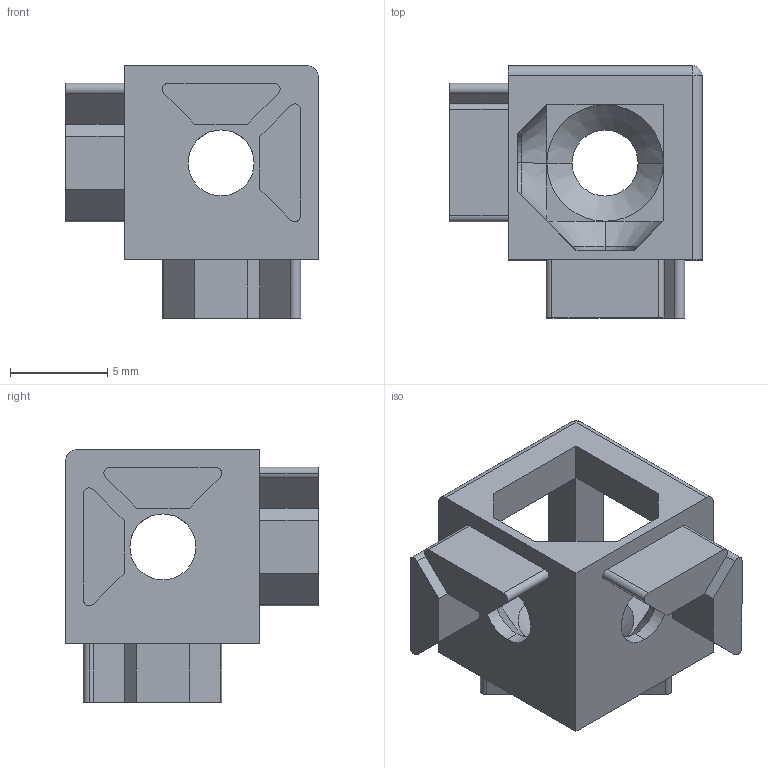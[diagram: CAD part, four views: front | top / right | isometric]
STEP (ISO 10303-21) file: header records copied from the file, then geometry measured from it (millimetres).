
FILE_DESCRIPTION (( 'STEP AP203' ), '1' );
FILE_NAME ('10三边方块.STEP', '2025-04-16T06:43:59', ( '' ), ( '' ), 'SwSTEP 2.0', 'SolidWorks 2022', '' );
FILE_SCHEMA (( 'CONFIG_CONTROL_DESIGN' ));
Length unit declared in the file: millimetre
Products named in the file (1): 10三边方块
Bounding box: 13 x 13 x 13 mm (x, y, z)
Volume: 613.8 mm3; surface area: 972.3 mm2
Topology: 1 solids, 1 shells, 84 faces, 218 edges, 137 vertices
Faces by surface type: plane 53, cylinder 24, cone 6, sphere 1
Entity records: 2633 total; most frequent: CARTESIAN_POINT 451, DIRECTION 442, ORIENTED_EDGE 434, EDGE_CURVE 217, LINE 154, VECTOR 154, AXIS2_PLACEMENT_3D 144, VERTEX_POINT 137
